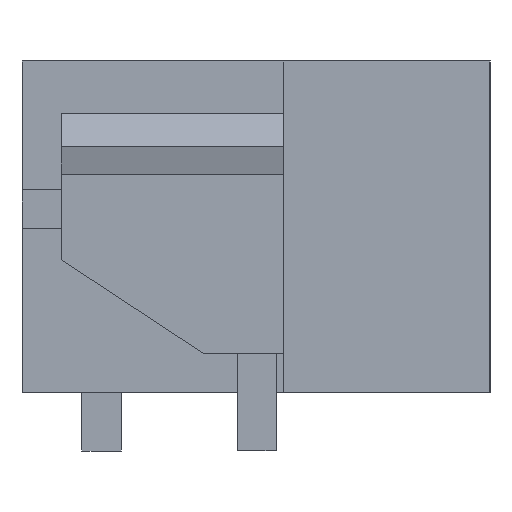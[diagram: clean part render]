
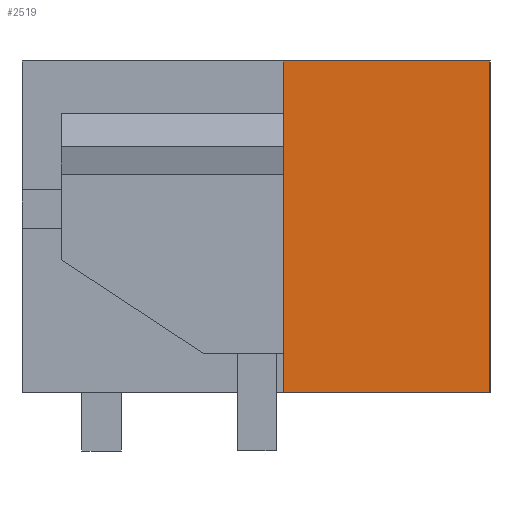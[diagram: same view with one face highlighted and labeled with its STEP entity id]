
A CAD part, left-side view. The second image highlights one B-rep face of the part: STEP entity #2519.
In plain terms, the highlighted planar face has unit normal (-1, 0, 0).
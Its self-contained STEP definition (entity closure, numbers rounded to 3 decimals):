
#2499=AXIS2_PLACEMENT_3D('Plane Axis2P3D',#2496,#2497,#2498) ;
#233=CARTESIAN_POINT('Vertex',(-45.36,-12.,1.5)) ;
#236=CARTESIAN_POINT('Line Origine',(-45.36,-9.35,1.5)) ;
#240=CARTESIAN_POINT('Vertex',(-45.36,-6.7,1.5)) ;
#1803=CARTESIAN_POINT('Vertex',(-45.36,-12.,10.)) ;
#1806=CARTESIAN_POINT('Line Origine',(-45.36,-12.,5.75)) ;
#2496=CARTESIAN_POINT('Axis2P3D Location',(-45.36,0.,10.)) ;
#2501=CARTESIAN_POINT('Line Origine',(-45.36,-6.7,5.75)) ;
#2505=CARTESIAN_POINT('Vertex',(-45.36,-6.7,10.)) ;
#2508=CARTESIAN_POINT('Line Origine',(-45.36,-9.35,10.)) ;
#237=DIRECTION('Vector Direction',(0.,-1.,0.)) ;
#1807=DIRECTION('Vector Direction',(0.,0.,-1.)) ;
#2497=DIRECTION('Axis2P3D Direction',(-1.,0.,0.)) ;
#2498=DIRECTION('Axis2P3D XDirection',(0.,0.,-1.)) ;
#2502=DIRECTION('Vector Direction',(0.,0.,-1.)) ;
#2509=DIRECTION('Vector Direction',(0.,-1.,0.)) ;
#238=VECTOR('Line Direction',#237,1.) ;
#1808=VECTOR('Line Direction',#1807,1.) ;
#2503=VECTOR('Line Direction',#2502,1.) ;
#2510=VECTOR('Line Direction',#2509,1.) ;
#2514=ORIENTED_EDGE('',*,*,#2507,.F.) ;
#2515=ORIENTED_EDGE('',*,*,#242,.T.) ;
#2516=ORIENTED_EDGE('',*,*,#1810,.F.) ;
#2517=ORIENTED_EDGE('',*,*,#2512,.F.) ;
#2519=ADVANCED_FACE('HOUSING',(#2518),#2500,.T.) ;
#242=EDGE_CURVE('',#241,#234,#239,.T.) ;
#1810=EDGE_CURVE('',#1804,#234,#1809,.T.) ;
#2507=EDGE_CURVE('',#241,#2506,#2504,.F.) ;
#2512=EDGE_CURVE('',#2506,#1804,#2511,.T.) ;
#2513=EDGE_LOOP('',(#2514,#2515,#2516,#2517)) ;
#2518=FACE_OUTER_BOUND('',#2513,.T.) ;
#239=LINE('Line',#236,#238) ;
#1809=LINE('Line',#1806,#1808) ;
#2504=LINE('Line',#2501,#2503) ;
#2511=LINE('Line',#2508,#2510) ;
#2500=PLANE('',#2499) ;
#234=VERTEX_POINT('',#233) ;
#241=VERTEX_POINT('',#240) ;
#1804=VERTEX_POINT('',#1803) ;
#2506=VERTEX_POINT('',#2505) ;
